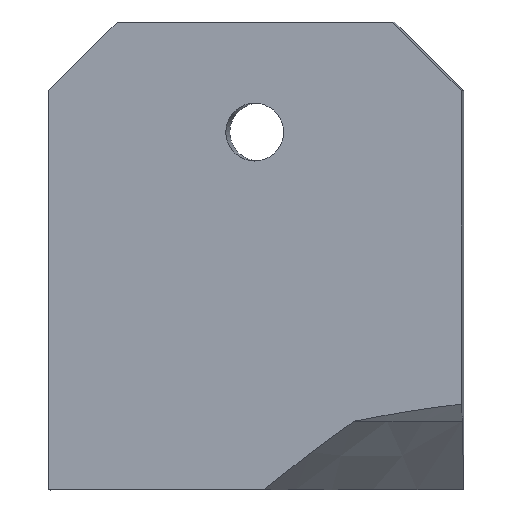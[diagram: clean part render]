
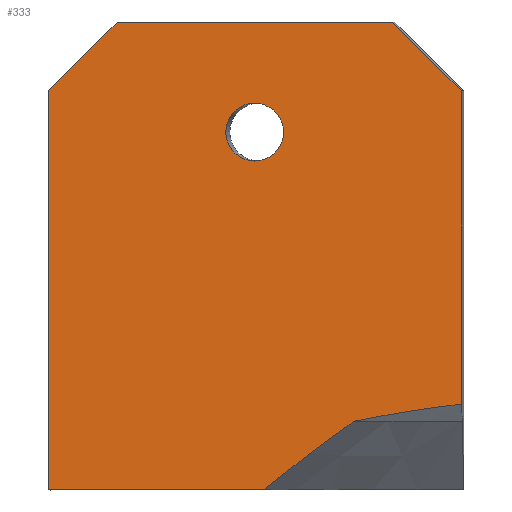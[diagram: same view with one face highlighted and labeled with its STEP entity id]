
A CAD part, front view. The second image highlights one B-rep face of the part: STEP entity #333.
In plain terms, the highlighted face is planar.
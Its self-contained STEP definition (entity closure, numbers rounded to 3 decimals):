
#23=(
BOUNDED_CURVE()
B_SPLINE_CURVE(2,(#556,#557,#558),.UNSPECIFIED.,.F.,.F.)
B_SPLINE_CURVE_WITH_KNOTS((3,3),(0.,0.696),.UNSPECIFIED.)
CURVE()
GEOMETRIC_REPRESENTATION_ITEM()
RATIONAL_B_SPLINE_CURVE((1.,1.095,1.143))
REPRESENTATION_ITEM('')
);
#25=(
BOUNDED_CURVE()
B_SPLINE_CURVE(2,(#565,#566,#567),.UNSPECIFIED.,.F.,.F.)
B_SPLINE_CURVE_WITH_KNOTS((3,3),(0.,0.827),.UNSPECIFIED.)
CURVE()
GEOMETRIC_REPRESENTATION_ITEM()
RATIONAL_B_SPLINE_CURVE((1.,1.011,1.))
REPRESENTATION_ITEM('')
);
#32=FACE_BOUND('',#90,.T.);
#46=PLANE('',#377);
#66=FACE_OUTER_BOUND('',#89,.T.);
#89=EDGE_LOOP('',(#299,#300,#301,#302,#303,#304,#305,#306));
#90=EDGE_LOOP('',(#307));
#99=LINE('',#502,#129);
#110=LINE('',#524,#140);
#114=LINE('',#530,#144);
#117=LINE('',#538,#147);
#120=LINE('',#572,#150);
#121=LINE('',#574,#151);
#129=VECTOR('',#406,10.);
#140=VECTOR('',#425,10.);
#144=VECTOR('',#431,10.);
#147=VECTOR('',#440,10.);
#150=VECTOR('',#467,10.);
#151=VECTOR('',#470,10.);
#152=CIRCLE('',#352,2.1);
#160=VERTEX_POINT('',#481);
#167=VERTEX_POINT('',#500);
#168=VERTEX_POINT('',#501);
#174=VERTEX_POINT('',#522);
#175=VERTEX_POINT('',#523);
#176=VERTEX_POINT('',#528);
#178=VERTEX_POINT('',#536);
#183=VERTEX_POINT('',#554);
#184=VERTEX_POINT('',#555);
#186=EDGE_CURVE('',#160,#160,#152,.T.);
#195=EDGE_CURVE('',#167,#168,#99,.T.);
#206=EDGE_CURVE('',#174,#175,#110,.T.);
#210=EDGE_CURVE('',#176,#167,#114,.T.);
#214=EDGE_CURVE('',#178,#176,#117,.T.);
#221=EDGE_CURVE('',#183,#184,#23,.T.);
#224=EDGE_CURVE('',#178,#183,#25,.T.);
#226=EDGE_CURVE('',#184,#175,#120,.T.);
#227=EDGE_CURVE('',#168,#174,#121,.T.);
#299=ORIENTED_EDGE('',*,*,#195,.F.);
#300=ORIENTED_EDGE('',*,*,#210,.F.);
#301=ORIENTED_EDGE('',*,*,#214,.F.);
#302=ORIENTED_EDGE('',*,*,#224,.T.);
#303=ORIENTED_EDGE('',*,*,#221,.T.);
#304=ORIENTED_EDGE('',*,*,#226,.T.);
#305=ORIENTED_EDGE('',*,*,#206,.F.);
#306=ORIENTED_EDGE('',*,*,#227,.F.);
#307=ORIENTED_EDGE('',*,*,#186,.T.);
#333=ADVANCED_FACE('',(#66,#32),#46,.T.);
#352=AXIS2_PLACEMENT_3D('',#482,#389,#390);
#377=AXIS2_PLACEMENT_3D('',#573,#468,#469);
#389=DIRECTION('center_axis',(0.,-1.,0.));
#390=DIRECTION('ref_axis',(1.,0.,0.));
#406=DIRECTION('',(-0.707,0.,0.707));
#425=DIRECTION('',(-0.707,0.,-0.707));
#431=DIRECTION('',(0.,0.,1.));
#440=DIRECTION('',(1.,0.,0.));
#467=DIRECTION('',(0.,0.,1.));
#468=DIRECTION('center_axis',(0.,1.,0.));
#469=DIRECTION('ref_axis',(-1.,0.,0.));
#470=DIRECTION('',(-1.,0.,0.));
#481=CARTESIAN_POINT('',(18.9,-14.5,39.));
#482=CARTESIAN_POINT('Origin',(21.,-14.5,39.));
#500=CARTESIAN_POINT('',(36.,-14.5,42.));
#501=CARTESIAN_POINT('',(31.,-14.5,47.));
#502=CARTESIAN_POINT('',(35.5,-14.5,42.5));
#522=CARTESIAN_POINT('',(11.,-14.5,47.));
#523=CARTESIAN_POINT('',(6.,-14.5,42.));
#524=CARTESIAN_POINT('',(14.,-14.5,50.));
#528=CARTESIAN_POINT('',(36.,-14.5,13.));
#530=CARTESIAN_POINT('',(36.,-14.5,39.));
#536=CARTESIAN_POINT('',(20.365,-14.5,13.));
#538=CARTESIAN_POINT('',(36.,-14.5,13.));
#554=CARTESIAN_POINT('',(13.775,-14.5,18.));
#555=CARTESIAN_POINT('',(6.,-14.5,19.231));
#556=CARTESIAN_POINT('Ctrl Pts',(13.775,-14.5,18.));
#557=CARTESIAN_POINT('Ctrl Pts',(9.418,-14.5,18.857));
#558=CARTESIAN_POINT('Ctrl Pts',(6.,-14.5,19.231));
#565=CARTESIAN_POINT('Ctrl Pts',(20.365,-14.5,13.));
#566=CARTESIAN_POINT('Ctrl Pts',(16.704,-14.5,15.983));
#567=CARTESIAN_POINT('Ctrl Pts',(13.775,-14.5,18.));
#572=CARTESIAN_POINT('',(6.,-14.5,39.));
#573=CARTESIAN_POINT('Origin',(36.,-14.5,39.));
#574=CARTESIAN_POINT('',(36.,-14.5,47.));
